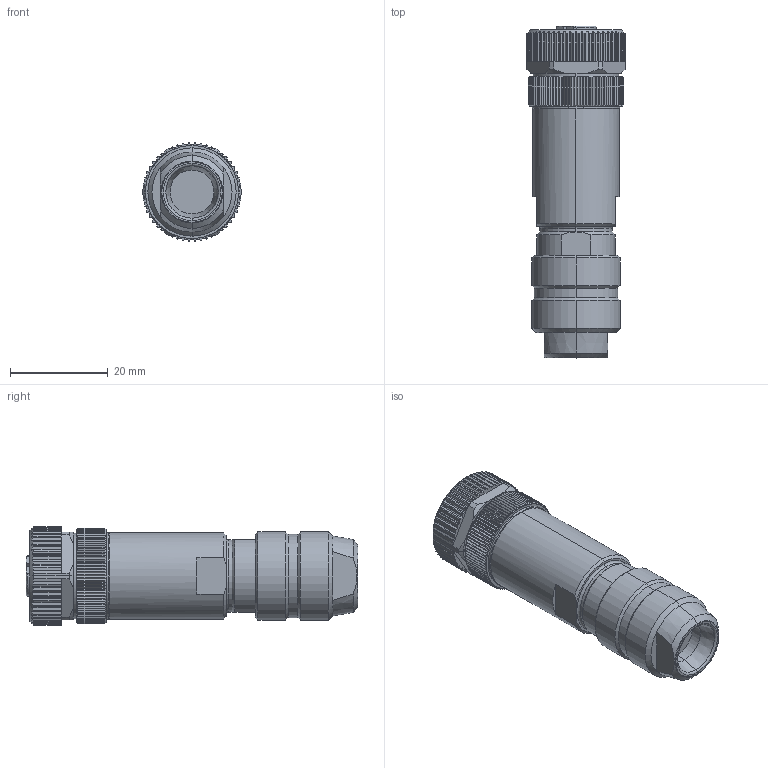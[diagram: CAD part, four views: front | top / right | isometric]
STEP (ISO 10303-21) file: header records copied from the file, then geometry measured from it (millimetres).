
FILE_DESCRIPTION((''),'2;1');
FILE_NAME('CAD-8065','2021-11-25T15:00:09',('creinig-se'),(''),'CREO PARAMETRIC BY PTC INC, 2019292','CREO PARAMETRIC BY PTC INC, 2019292','');
FILE_SCHEMA(('CONFIG_CONTROL_DESIGN','SHAPE_APPEARANCE_LAYERS_GROUPS'));
Length unit declared in the file: millimetre
Products named in the file (1): CAD-8065
Bounding box: 20.2 x 68 x 20.16 mm (x, y, z)
Volume: 15847.6 mm3; surface area: 5418.9 mm2
Topology: 1 solids, 1 shells, 867 faces, 2106 edges, 1256 vertices
Faces by surface type: plane 357, cylinder 253, cone 244, torus 13
Entity records: 33748 total; most frequent: CARTESIAN_POINT 7137, ORIENTED_EDGE 4212, DIRECTION 3905, PRESENTATION_STYLE_ASSIGNMENT 2172, STYLED_ITEM 2107, CURVE_STYLE 2106, EDGE_CURVE 2106, AXIS2_PLACEMENT_3D 1564
